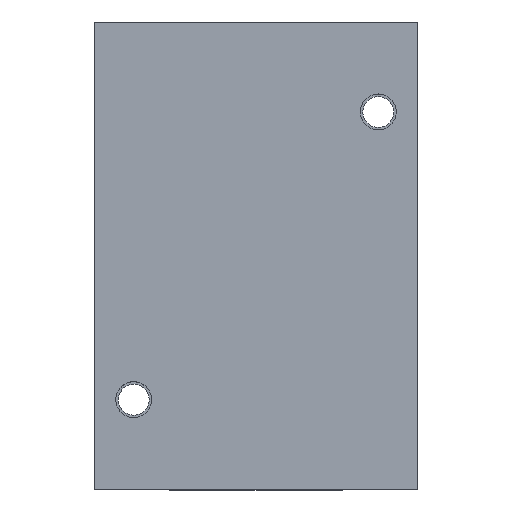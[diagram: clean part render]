
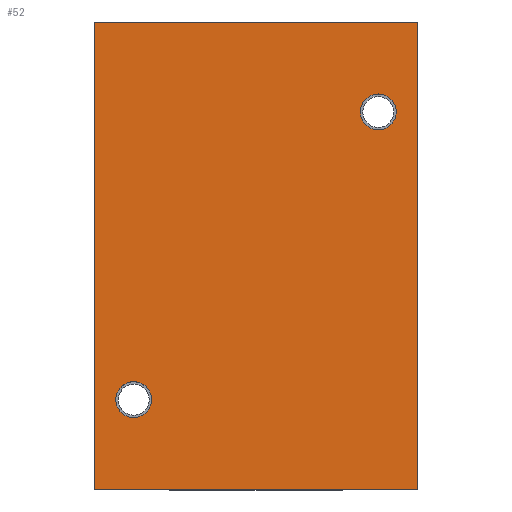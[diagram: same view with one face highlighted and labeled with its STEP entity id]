
A CAD part, top view. The second image highlights one B-rep face of the part: STEP entity #52.
In plain terms, the highlighted planar face has unit normal (0, 0, 1).
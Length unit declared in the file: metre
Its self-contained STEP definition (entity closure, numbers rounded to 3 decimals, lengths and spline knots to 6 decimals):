
#52 = ADVANCED_FACE( '', ( #119, #120, #121 ), #122, .T. );
#119 = FACE_BOUND( '', #214, .T. );
#120 = FACE_OUTER_BOUND( '', #215, .T. );
#121 = FACE_BOUND( '', #216, .T. );
#122 = PLANE( '', #217 );
#214 = EDGE_LOOP( '', ( #312 ) );
#215 = EDGE_LOOP( '', ( #313, #314, #315, #316 ) );
#216 = EDGE_LOOP( '', ( #317 ) );
#217 = AXIS2_PLACEMENT_3D( '', #318, #319, #320 );
#312 = ORIENTED_EDGE( '', *, *, #463, .T. );
#313 = ORIENTED_EDGE( '', *, *, #464, .F. );
#314 = ORIENTED_EDGE( '', *, *, #465, .F. );
#315 = ORIENTED_EDGE( '', *, *, #466, .T. );
#316 = ORIENTED_EDGE( '', *, *, #467, .T. );
#317 = ORIENTED_EDGE( '', *, *, #468, .T. );
#318 = CARTESIAN_POINT( '', ( -0.0225, -0.0325, 0.019 ) );
#319 = DIRECTION( '', ( 0., 0., 1. ) );
#320 = DIRECTION( '', ( 1., 0., 0. ) );
#463 = EDGE_CURVE( '', #530, #530, #531, .T. );
#464 = EDGE_CURVE( '', #532, #533, #534, .T. );
#465 = EDGE_CURVE( '', #535, #532, #536, .T. );
#466 = EDGE_CURVE( '', #535, #537, #538, .T. );
#467 = EDGE_CURVE( '', #537, #533, #539, .T. );
#468 = EDGE_CURVE( '', #540, #540, #541, .T. );
#530 = VERTEX_POINT( '', #622 );
#531 = CIRCLE( '', #623, 0.0025 );
#532 = VERTEX_POINT( '', #624 );
#533 = VERTEX_POINT( '', #625 );
#534 = LINE( '', #626, #627 );
#535 = VERTEX_POINT( '', #628 );
#536 = LINE( '', #629, #630 );
#537 = VERTEX_POINT( '', #631 );
#538 = LINE( '', #632, #633 );
#539 = LINE( '', #634, #635 );
#540 = VERTEX_POINT( '', #636 );
#541 = CIRCLE( '', #637, 0.0025 );
#622 = CARTESIAN_POINT( '', ( 0.0195, 0.02, 0.019 ) );
#623 = AXIS2_PLACEMENT_3D( '', #772, #773, #774 );
#624 = CARTESIAN_POINT( '', ( -0.0225, 0.0325, 0.019 ) );
#625 = CARTESIAN_POINT( '', ( 0.0225, 0.0325, 0.019 ) );
#626 = CARTESIAN_POINT( '', ( -0.0225, 0.0325, 0.019 ) );
#627 = VECTOR( '', #775, 1. );
#628 = CARTESIAN_POINT( '', ( -0.0225, -0.0325, 0.019 ) );
#629 = CARTESIAN_POINT( '', ( -0.0225, -0.0325, 0.019 ) );
#630 = VECTOR( '', #776, 1. );
#631 = CARTESIAN_POINT( '', ( 0.0225, -0.0325, 0.019 ) );
#632 = CARTESIAN_POINT( '', ( -0.0225, -0.0325, 0.019 ) );
#633 = VECTOR( '', #777, 1. );
#634 = CARTESIAN_POINT( '', ( 0.0225, -0.0325, 0.019 ) );
#635 = VECTOR( '', #778, 1. );
#636 = CARTESIAN_POINT( '', ( -0.0145, -0.02, 0.019 ) );
#637 = AXIS2_PLACEMENT_3D( '', #779, #780, #781 );
#772 = CARTESIAN_POINT( '', ( 0.017, 0.02, 0.019 ) );
#773 = DIRECTION( '', ( 0., 0., -1. ) );
#774 = DIRECTION( '', ( 1., 0., 0. ) );
#775 = DIRECTION( '', ( 1., 0., 0. ) );
#776 = DIRECTION( '', ( 0., 1., 0. ) );
#777 = DIRECTION( '', ( 1., 0., 0. ) );
#778 = DIRECTION( '', ( 0., 1., 0. ) );
#779 = CARTESIAN_POINT( '', ( -0.017, -0.02, 0.019 ) );
#780 = DIRECTION( '', ( 0., 0., -1. ) );
#781 = DIRECTION( '', ( 1., 0., 0. ) );
